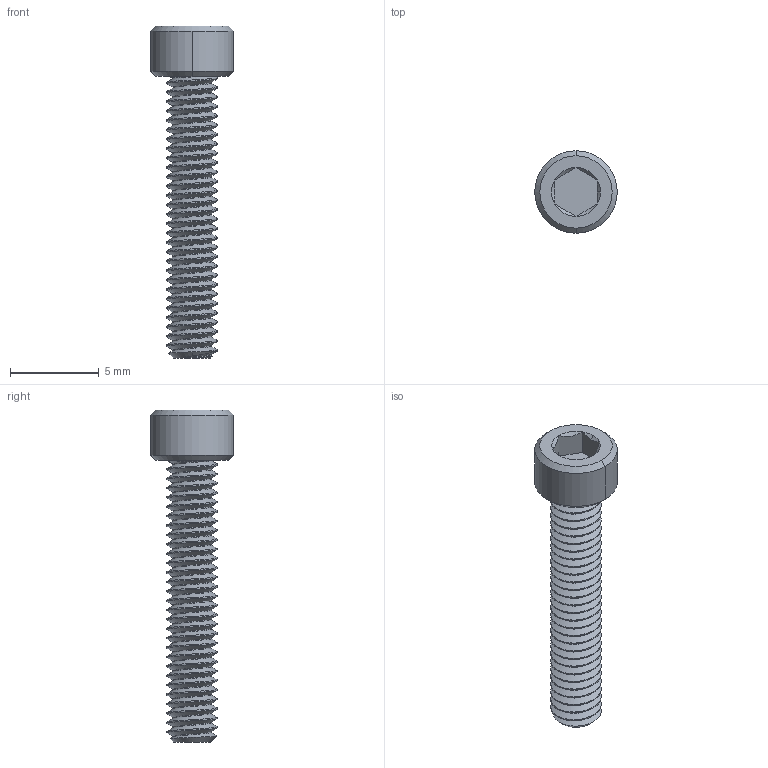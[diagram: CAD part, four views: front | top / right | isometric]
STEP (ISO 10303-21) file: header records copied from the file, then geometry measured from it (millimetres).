
FILE_DESCRIPTION (( 'STEP AP203' ), '1' );
FILE_NAME ('91251A840_Black-Oxide Alloy Steel Socket Head Screw.STEP', '2021-09-07T19:29:23', ( 'Administrator' ), ( 'Managed by Terraform' ), 'SwSTEP 2.0', 'SolidWorks 2017', '' );
FILE_SCHEMA (( 'CONFIG_CONTROL_DESIGN' ));
Length unit declared in the file: inch
Products named in the file (1): 91251A840_Black-Oxide Alloy Steel Socket Head Screw
Bounding box: 4.65 x 4.65 x 18.72 mm (x, y, z)
Volume: 118.8 mm3; surface area: 297.9 mm2
Topology: 1 solids, 1 shells, 91 faces, 243 edges, 156 vertices
Faces by surface type: cylinder 61, cone 17, plane 10, bspline 3
Entity records: 6244 total; most frequent: CARTESIAN_POINT 4291, ORIENTED_EDGE 486, DIRECTION 304, EDGE_CURVE 243, VERTEX_POINT 156, AXIS2_PLACEMENT_3D 111, EDGE_LOOP 93, ADVANCED_FACE 91
